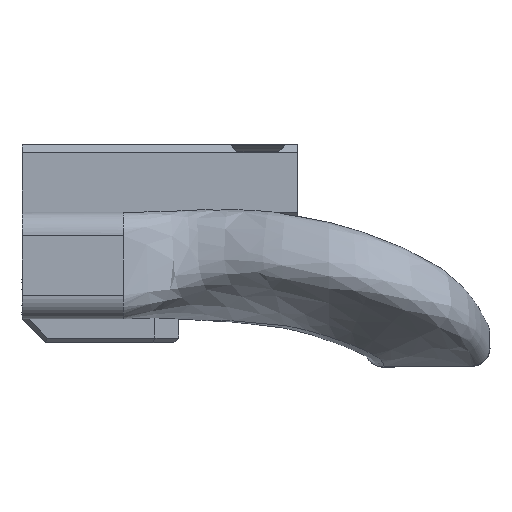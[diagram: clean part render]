
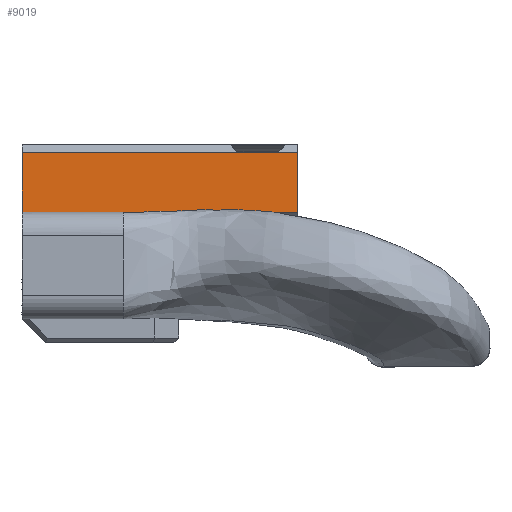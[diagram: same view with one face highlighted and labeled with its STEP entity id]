
A CAD part, left-side view. The second image highlights one B-rep face of the part: STEP entity #9019.
In plain terms, the highlighted planar face has unit normal (-1, 0, 0).
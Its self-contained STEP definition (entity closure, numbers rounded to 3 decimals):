
#415=PLANE('',#9572);
#1174=FACE_OUTER_BOUND('',#1675,.T.);
#1675=EDGE_LOOP('',(#7812,#7813,#7814,#7815,#7816,#7817,#7818));
#2032=LINE('',#17668,#2598);
#2335=LINE('',#30897,#2901);
#2339=LINE('',#30904,#2905);
#2345=LINE('',#30915,#2911);
#2347=LINE('',#30921,#2913);
#2348=LINE('',#30922,#2914);
#2598=VECTOR('',#10142,1000.);
#2901=VECTOR('',#11047,1000.);
#2905=VECTOR('',#11053,1000.);
#2911=VECTOR('',#11065,1000.);
#2913=VECTOR('',#11073,10.);
#2914=VECTOR('',#11074,1000.);
#3003=B_SPLINE_CURVE_WITH_KNOTS('',3,(#13834,#13835,#13836,#13837,#13838,
#13839,#13840,#13841,#13842,#13843,#13844,#13845,#13846,#13847,#13848,#13849),
 .UNSPECIFIED.,.F.,.F.,(4,3,3,3,3,4),(-0.956,-0.669,
-0.502,-0.116,-0.108,0.),
 .UNSPECIFIED.);
#3541=VERTEX_POINT('',#13826);
#3542=VERTEX_POINT('',#13833);
#3543=VERTEX_POINT('',#13850);
#3837=VERTEX_POINT('',#17665);
#3838=VERTEX_POINT('',#17667);
#4198=VERTEX_POINT('',#30896);
#4200=VERTEX_POINT('',#30902);
#4489=EDGE_CURVE('',#3541,#3542,#3003,.T.);
#4923=EDGE_CURVE('',#3837,#3838,#2032,.T.);
#5469=EDGE_CURVE('',#4198,#3838,#2335,.T.);
#5473=EDGE_CURVE('',#4200,#3541,#2339,.T.);
#5479=EDGE_CURVE('',#4200,#4198,#2345,.T.);
#5482=EDGE_CURVE('',#3543,#3837,#2347,.T.);
#5483=EDGE_CURVE('',#3542,#3543,#2348,.T.);
#7812=ORIENTED_EDGE('',*,*,#4489,.F.);
#7813=ORIENTED_EDGE('',*,*,#5473,.F.);
#7814=ORIENTED_EDGE('',*,*,#5479,.T.);
#7815=ORIENTED_EDGE('',*,*,#5469,.T.);
#7816=ORIENTED_EDGE('',*,*,#4923,.F.);
#7817=ORIENTED_EDGE('',*,*,#5482,.F.);
#7818=ORIENTED_EDGE('',*,*,#5483,.F.);
#9019=ADVANCED_FACE('',(#1174),#415,.T.);
#9572=AXIS2_PLACEMENT_3D('',#30920,#11071,#11072);
#10142=DIRECTION('',(0.,1.,0.));
#11047=DIRECTION('',(0.,0.,-1.));
#11053=DIRECTION('',(0.,0.,-1.));
#11065=DIRECTION('',(0.,1.,0.));
#11071=DIRECTION('center_axis',(-1.,0.,0.));
#11072=DIRECTION('ref_axis',(0.,1.,0.));
#11073=DIRECTION('',(0.,0.,-1.));
#11074=DIRECTION('',(0.,0.,-1.));
#13826=CARTESIAN_POINT('',(58.,-18.416,-72.767));
#13833=CARTESIAN_POINT('',(58.,-18.416,-80.602));
#13834=CARTESIAN_POINT('Ctrl Pts',(58.,-18.416,-72.767));
#13835=CARTESIAN_POINT('Ctrl Pts',(58.,-18.284,-73.733));
#13836=CARTESIAN_POINT('Ctrl Pts',(58.,-18.218,-74.742));
#13837=CARTESIAN_POINT('Ctrl Pts',(58.,-18.195,-75.724));
#13838=CARTESIAN_POINT('Ctrl Pts',(58.,-18.182,-76.295));
#13839=CARTESIAN_POINT('Ctrl Pts',(58.,-18.183,-76.888));
#13840=CARTESIAN_POINT('Ctrl Pts',(58.,-18.191,-77.328));
#13841=CARTESIAN_POINT('Ctrl Pts',(58.,-18.208,-78.348));
#13842=CARTESIAN_POINT('Ctrl Pts',(58.,-18.217,-78.751));
#13843=CARTESIAN_POINT('Ctrl Pts',(58.,-18.312,-79.641));
#13844=CARTESIAN_POINT('Ctrl Pts',(58.,-18.314,-79.659));
#13845=CARTESIAN_POINT('Ctrl Pts',(58.,-18.316,-79.677));
#13846=CARTESIAN_POINT('Ctrl Pts',(58.,-18.318,-79.695));
#13847=CARTESIAN_POINT('Ctrl Pts',(58.,-18.347,-79.949));
#13848=CARTESIAN_POINT('Ctrl Pts',(58.,-18.382,-80.243));
#13849=CARTESIAN_POINT('Ctrl Pts',(58.,-18.416,-80.602));
#13850=CARTESIAN_POINT('',(58.,-18.416,-86.251));
#17665=CARTESIAN_POINT('',(58.,-18.416,-99.051));
#17667=CARTESIAN_POINT('',(58.,-10.916,-99.051));
#17668=CARTESIAN_POINT('',(58.,-14.166,-99.051));
#30896=CARTESIAN_POINT('',(58.,-10.916,-64.251));
#30897=CARTESIAN_POINT('',(58.,-10.916,-91.551));
#30902=CARTESIAN_POINT('',(58.,-18.416,-64.251));
#30904=CARTESIAN_POINT('',(58.,-18.416,-64.251));
#30915=CARTESIAN_POINT('',(58.,-14.166,-64.251));
#30920=CARTESIAN_POINT('Origin',(58.,-14.166,-64.251));
#30921=CARTESIAN_POINT('',(58.,-18.416,-91.551));
#30922=CARTESIAN_POINT('',(58.,-18.416,-64.251));
